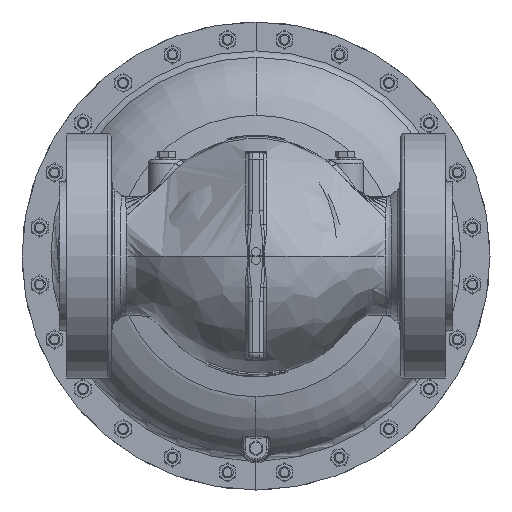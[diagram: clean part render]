
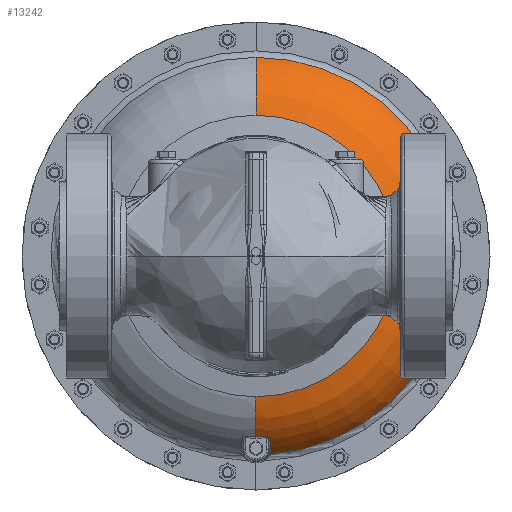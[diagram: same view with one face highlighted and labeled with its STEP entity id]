
A CAD part, front view. The second image highlights one B-rep face of the part: STEP entity #13242.
In plain terms, the highlighted toroidal (fillet/blend) face has major radius 106.491 mm and minor radius 71.438 mm.
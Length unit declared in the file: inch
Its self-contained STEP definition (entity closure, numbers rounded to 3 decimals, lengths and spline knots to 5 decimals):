
#1595 = DIRECTION ( 'NONE',  ( 0., 0., 1. ) ) ;
#3887 = AXIS2_PLACEMENT_3D ( 'NONE', #15577, #166246, #37268 ) ;
#4954 = DIRECTION ( 'NONE',  ( 1., 0., 0. ) ) ;
#13242 = ADVANCED_FACE ( 'NONE', ( #146454 ), #153250, .T. ) ;
#15577 = CARTESIAN_POINT ( 'NONE',  ( 0., 12.08217, 0. ) ) ;
#19721 = EDGE_CURVE ( 'NONE', #58756, #179129, #28886, .T. ) ;
#21485 = CARTESIAN_POINT ( 'NONE',  ( 0.42808, 12.78286, -6.09407 ) ) ;
#21637 = VERTEX_POINT ( 'NONE', #168648 ) ;
#28313 = B_SPLINE_CURVE_WITH_KNOTS ( 'NONE', 3,
 ( #107223, #236293, #257971, #128848, #279719, #150479, #21485, #172130, #43177, #193823, #64859, #215484, #86509, #237208 ),
 .UNSPECIFIED., .F., .F.,
 ( 4, 2, 2, 2, 2, 2, 4 ),
 ( 0., 0.00072, 0.00144, 0.00216, 0.00288, 0.00431, 0.00575 ),
 .UNSPECIFIED. ) ;
#28886 = CIRCLE ( 'NONE', #177259, 4.73785 ) ;
#29040 = ORIENTED_EDGE ( 'NONE', *, *, #139239, .F. ) ;
#31931 = ORIENTED_EDGE ( 'NONE', *, *, #19721, .F. ) ;
#33895 = EDGE_CURVE ( 'NONE', #42413, #252311, #252572, .T. ) ;
#33902 = CARTESIAN_POINT ( 'NONE',  ( 0., 13.53895, 0. ) ) ;
#37268 = DIRECTION ( 'NONE',  ( 0., 0., -1. ) ) ;
#38529 = CIRCLE ( 'NONE', #271394, 2.8125 ) ;
#42413 = VERTEX_POINT ( 'NONE', #130405 ) ;
#43177 = CARTESIAN_POINT ( 'NONE',  ( 0.44687, 12.79808, -6.10898 ) ) ;
#44672 = DIRECTION ( 'NONE',  ( 0., 0., -1. ) ) ;
#47743 = VERTEX_POINT ( 'NONE', #145783 ) ;
#55605 = DIRECTION ( 'NONE',  ( 0., 0., 1. ) ) ;
#57051 = CARTESIAN_POINT ( 'NONE',  ( 0.49556, 13.24567, -6.4908 ) ) ;
#58756 = VERTEX_POINT ( 'NONE', #242809 ) ;
#64859 = CARTESIAN_POINT ( 'NONE',  ( 0.46954, 12.82748, -6.13806 ) ) ;
#66162 = EDGE_CURVE ( 'NONE', #268590, #21637, #78819, .T. ) ;
#73737 = EDGE_CURVE ( 'NONE', #47743, #259540, #244446, .T. ) ;
#78819 = CIRCLE ( 'NONE', #95118, 6.08697 ) ;
#81250 = CARTESIAN_POINT ( 'NONE',  ( 0.48988, 13.08148, -6.36868 ) ) ;
#82998 = CARTESIAN_POINT ( 'NONE',  ( 0., 12.08217, 0. ) ) ;
#86509 = CARTESIAN_POINT ( 'NONE',  ( 0.48249, 12.86689, -6.1768 ) ) ;
#88005 = CARTESIAN_POINT ( 'NONE',  ( 0., 12.08217, 4.73785 ) ) ;
#91821 = AXIS2_PLACEMENT_3D ( 'NONE', #151975, #150119, #44672 ) ;
#93561 = CIRCLE ( 'NONE', #274684, 2.8125 ) ;
#95118 = AXIS2_PLACEMENT_3D ( 'NONE', #115592, #266397, #137203 ) ;
#96241 = ORIENTED_EDGE ( 'NONE', *, *, #73737, .T. ) ;
#99474 = CIRCLE ( 'NONE', #3887, 4.73785 ) ;
#102580 = AXIS2_PLACEMENT_3D ( 'NONE', #33902, #184571, #55605 ) ;
#102890 = CARTESIAN_POINT ( 'NONE',  ( 0.49359, 13.18885, -6.44957 ) ) ;
#104620 = DIRECTION ( 'NONE',  ( 0., 0., -1. ) ) ;
#107223 = CARTESIAN_POINT ( 'NONE',  ( 0.35904, 12.7625, -6.07637 ) ) ;
#115592 = CARTESIAN_POINT ( 'NONE',  ( 0., 12.7625, 0. ) ) ;
#121985 = CARTESIAN_POINT ( 'NONE',  ( 0.47579, 13.41984, -6.60328 ) ) ;
#124866 = CARTESIAN_POINT ( 'NONE',  ( 0.49359, 13.18885, -6.44957 ) ) ;
#128848 = CARTESIAN_POINT ( 'NONE',  ( 0.39625, 12.76776, -6.07983 ) ) ;
#130405 = CARTESIAN_POINT ( 'NONE',  ( 0.44754, 13.53895, -6.67037 ) ) ;
#130662 = DIRECTION ( 'NONE',  ( -1., 0., 0. ) ) ;
#134018 = CARTESIAN_POINT ( 'NONE',  ( 0., 14.84131, 4.19257 ) ) ;
#137203 = DIRECTION ( 'NONE',  ( 0., 0., 1. ) ) ;
#137528 = CARTESIAN_POINT ( 'NONE',  ( 0., 12.7625, -6.08697 ) ) ;
#139239 = EDGE_CURVE ( 'NONE', #204624, #58756, #99474, .T. ) ;
#143009 = B_SPLINE_CURVE_WITH_KNOTS ( 'NONE', 3,
 ( #229386, #57051, #251080, #121985, #272819, #143582 ),
 .UNSPECIFIED., .F., .F.,
 ( 4, 2, 4 ),
 ( 0., 0.00529, 0.01058 ),
 .UNSPECIFIED. ) ;
#143582 = CARTESIAN_POINT ( 'NONE',  ( 0.44754, 13.53895, -6.67037 ) ) ;
#145783 = CARTESIAN_POINT ( 'NONE',  ( 0.48296, 12.88052, -6.19006 ) ) ;
#146454 = FACE_OUTER_BOUND ( 'NONE', #233758, .T. ) ;
#150119 = DIRECTION ( 'NONE',  ( 0., -1., 0. ) ) ;
#150479 = CARTESIAN_POINT ( 'NONE',  ( 0.42081, 12.77837, -6.08973 ) ) ;
#151975 = CARTESIAN_POINT ( 'NONE',  ( 0., 14.84131, 0. ) ) ;
#153250 = TOROIDAL_SURFACE ( 'NONE', #91821, 4.19257, 2.8125 ) ;
#155633 = DIRECTION ( 'NONE',  ( 0., 0., -1. ) ) ;
#165868 = CARTESIAN_POINT ( 'NONE',  ( 0., 13.53895, 6.68537 ) ) ;
#166246 = DIRECTION ( 'NONE',  ( 0., -1., 0. ) ) ;
#167343 = ORIENTED_EDGE ( 'NONE', *, *, #198914, .T. ) ;
#168648 = CARTESIAN_POINT ( 'NONE',  ( 0.35904, 12.7625, -6.07637 ) ) ;
#172130 = CARTESIAN_POINT ( 'NONE',  ( 0.44104, 12.79266, -6.10364 ) ) ;
#173951 = ORIENTED_EDGE ( 'NONE', *, *, #180735, .F. ) ;
#177259 = AXIS2_PLACEMENT_3D ( 'NONE', #82998, #233672, #104620 ) ;
#179129 = VERTEX_POINT ( 'NONE', #88005 ) ;
#180735 = EDGE_CURVE ( 'NONE', #268590, #204624, #93561, .T. ) ;
#181474 = ORIENTED_EDGE ( 'NONE', *, *, #33895, .T. ) ;
#184571 = DIRECTION ( 'NONE',  ( 0., -1., 0. ) ) ;
#188539 = CARTESIAN_POINT ( 'NONE',  ( 0.48296, 12.88052, -6.19006 ) ) ;
#193823 = CARTESIAN_POINT ( 'NONE',  ( 0.46216, 12.81513, -6.12582 ) ) ;
#198914 = EDGE_CURVE ( 'NONE', #252311, #179129, #38529, .T. ) ;
#204624 = VERTEX_POINT ( 'NONE', #208129 ) ;
#208129 = CARTESIAN_POINT ( 'NONE',  ( 0., 12.08217, -4.73785 ) ) ;
#210220 = CARTESIAN_POINT ( 'NONE',  ( 0.48633, 12.97865, -6.28214 ) ) ;
#215484 = CARTESIAN_POINT ( 'NONE',  ( 0.47978, 12.85355, -6.16374 ) ) ;
#219843 = EDGE_CURVE ( 'NONE', #259540, #42413, #143009, .T. ) ;
#229386 = CARTESIAN_POINT ( 'NONE',  ( 0.49359, 13.18885, -6.44957 ) ) ;
#230989 = CARTESIAN_POINT ( 'NONE',  ( 0.48461, 12.92874, -6.23697 ) ) ;
#231929 = CARTESIAN_POINT ( 'NONE',  ( 0.49171, 13.13441, -6.41007 ) ) ;
#233672 = DIRECTION ( 'NONE',  ( 0., -1., 0. ) ) ;
#233758 = EDGE_LOOP ( 'NONE', ( #181474, #167343, #31931, #29040, #173951, #262573, #255331, #96241, #265491 ) ) ;
#236293 = CARTESIAN_POINT ( 'NONE',  ( 0.36861, 12.7625, -6.0758 ) ) ;
#237208 = CARTESIAN_POINT ( 'NONE',  ( 0.48296, 12.88052, -6.19006 ) ) ;
#239810 = EDGE_CURVE ( 'NONE', #21637, #47743, #28313, .T. ) ;
#242809 = CARTESIAN_POINT ( 'NONE',  ( 4.73785, 12.08217, 0. ) ) ;
#244446 = B_SPLINE_CURVE_WITH_KNOTS ( 'NONE', 3,
 ( #188539, #230989, #210220, #81250, #231929, #102890 ),
 .UNSPECIFIED., .F., .F.,
 ( 4, 2, 4 ),
 ( 0., 0.00513, 0.01025 ),
 .UNSPECIFIED. ) ;
#251080 = CARTESIAN_POINT ( 'NONE',  ( 0.4918, 13.3032, -6.52973 ) ) ;
#252311 = VERTEX_POINT ( 'NONE', #165868 ) ;
#252572 = CIRCLE ( 'NONE', #102580, 6.68537 ) ;
#255331 = ORIENTED_EDGE ( 'NONE', *, *, #239810, .T. ) ;
#257971 = CARTESIAN_POINT ( 'NONE',  ( 0.37797, 12.76358, -6.07641 ) ) ;
#259540 = VERTEX_POINT ( 'NONE', #124866 ) ;
#259783 = CARTESIAN_POINT ( 'NONE',  ( 0., 14.84131, -4.19257 ) ) ;
#262573 = ORIENTED_EDGE ( 'NONE', *, *, #66162, .T. ) ;
#265491 = ORIENTED_EDGE ( 'NONE', *, *, #219843, .T. ) ;
#266397 = DIRECTION ( 'NONE',  ( 0., -1., 0. ) ) ;
#268590 = VERTEX_POINT ( 'NONE', #137528 ) ;
#271394 = AXIS2_PLACEMENT_3D ( 'NONE', #134018, #4954, #155633 ) ;
#272819 = CARTESIAN_POINT ( 'NONE',  ( 0.46351, 13.47897, -6.63789 ) ) ;
#274684 = AXIS2_PLACEMENT_3D ( 'NONE', #259783, #130662, #1595 ) ;
#279719 = CARTESIAN_POINT ( 'NONE',  ( 0.40488, 12.77082, -6.0826 ) ) ;
